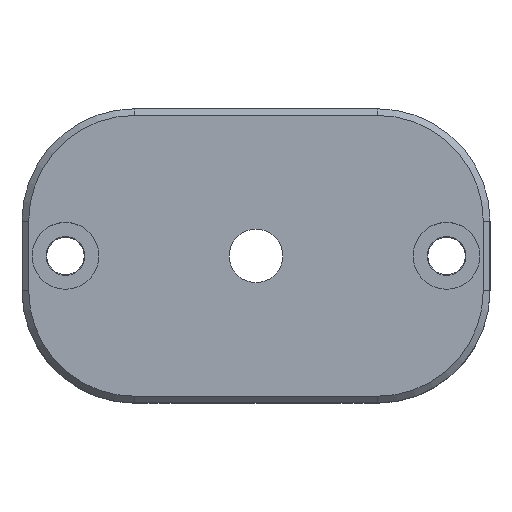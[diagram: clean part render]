
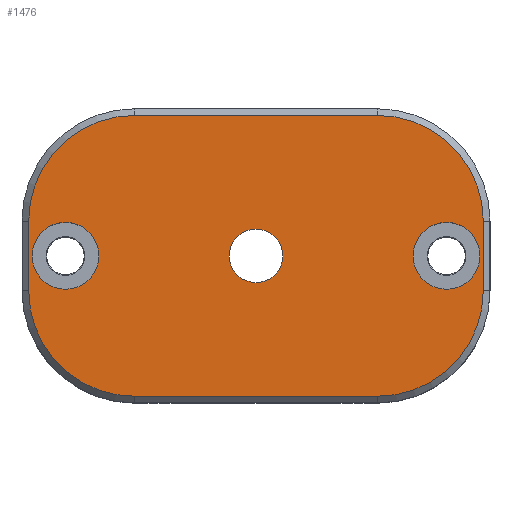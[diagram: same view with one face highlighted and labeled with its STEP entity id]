
A CAD part, top view. The second image highlights one B-rep face of the part: STEP entity #1476.
In plain terms, the highlighted planar face has unit normal (0, 0, 1).
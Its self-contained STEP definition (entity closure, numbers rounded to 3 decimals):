
#78=CARTESIAN_POINT('',(0.,0.,12.));
#79=DIRECTION('',(0.,0.,-1.));
#80=DIRECTION('',(-1.,0.,0.));
#81=AXIS2_PLACEMENT_3D('',#78,#79,#80);
#86=CARTESIAN_POINT('',(0.,0.,12.));
#87=DIRECTION('',(0.,0.,-1.));
#88=DIRECTION('',(1.,0.,0.));
#89=AXIS2_PLACEMENT_3D('',#86,#87,#88);
#94=CARTESIAN_POINT('',(14.25,0.,12.));
#95=DIRECTION('',(0.,0.,1.));
#96=DIRECTION('',(-1.,0.,0.));
#97=AXIS2_PLACEMENT_3D('',#94,#95,#96);
#102=CARTESIAN_POINT('',(14.25,0.,12.));
#103=DIRECTION('',(0.,0.,1.));
#104=DIRECTION('',(1.,0.,0.));
#105=AXIS2_PLACEMENT_3D('',#102,#103,#104);
#110=CARTESIAN_POINT('',(-14.25,0.,12.));
#111=DIRECTION('',(0.,0.,-1.));
#112=DIRECTION('',(1.,0.,0.));
#113=AXIS2_PLACEMENT_3D('',#110,#111,#112);
#118=CARTESIAN_POINT('',(-14.25,0.,12.));
#119=DIRECTION('',(0.,0.,-1.));
#120=DIRECTION('',(-1.,0.,0.));
#121=AXIS2_PLACEMENT_3D('',#118,#119,#120);
#126=DIRECTION('',(0.,-1.,0.));
#127=VECTOR('',#126,5.2);
#128=CARTESIAN_POINT('',(-17.,2.6,12.));
#129=LINE('',#128,#127);
#133=CARTESIAN_POINT('',(-9.1,2.6,12.));
#134=DIRECTION('',(0.,0.,1.));
#135=DIRECTION('',(0.,1.,0.));
#136=AXIS2_PLACEMENT_3D('',#133,#134,#135);
#141=DIRECTION('',(-1.,0.,0.));
#142=VECTOR('',#141,18.2);
#143=CARTESIAN_POINT('',(9.1,10.5,12.));
#144=LINE('',#143,#142);
#148=CARTESIAN_POINT('',(9.1,2.6,12.));
#149=DIRECTION('',(0.,0.,1.));
#150=DIRECTION('',(1.,0.,0.));
#151=AXIS2_PLACEMENT_3D('',#148,#149,#150);
#156=DIRECTION('',(0.,1.,0.));
#157=VECTOR('',#156,5.2);
#158=CARTESIAN_POINT('',(17.,-2.6,12.));
#159=LINE('',#158,#157);
#163=CARTESIAN_POINT('',(9.1,-2.6,12.));
#164=DIRECTION('',(0.,0.,1.));
#165=DIRECTION('',(0.,-1.,0.));
#166=AXIS2_PLACEMENT_3D('',#163,#164,#165);
#171=DIRECTION('',(1.,0.,0.));
#172=VECTOR('',#171,18.2);
#173=CARTESIAN_POINT('',(-9.1,-10.5,12.));
#174=LINE('',#173,#172);
#178=CARTESIAN_POINT('',(-9.1,-2.6,12.));
#179=DIRECTION('',(0.,0.,1.));
#180=DIRECTION('',(-1.,0.,0.));
#181=AXIS2_PLACEMENT_3D('',#178,#179,#180);
#1219=CARTESIAN_POINT('',(11.75,0.,12.));
#1220=VERTEX_POINT('',#1219);
#1221=CARTESIAN_POINT('',(16.75,0.,12.));
#1222=VERTEX_POINT('',#1221);
#1227=CARTESIAN_POINT('',(-2.,0.,12.));
#1228=CARTESIAN_POINT('',(2.,0.,12.));
#1229=VERTEX_POINT('',#1227);
#1230=VERTEX_POINT('',#1228);
#1231=CARTESIAN_POINT('',(-11.75,0.,12.));
#1232=CARTESIAN_POINT('',(-16.75,0.,12.));
#1233=VERTEX_POINT('',#1231);
#1234=VERTEX_POINT('',#1232);
#1335=CARTESIAN_POINT('',(-17.,2.6,12.));
#1336=CARTESIAN_POINT('',(-17.,-2.6,
12.));
#1337=VERTEX_POINT('',#1335);
#1338=VERTEX_POINT('',#1336);
#1343=CARTESIAN_POINT('',(17.,-2.6,12.));
#1344=CARTESIAN_POINT('',(17.,2.6,12.));
#1345=VERTEX_POINT('',#1343);
#1346=VERTEX_POINT('',#1344);
#1375=CARTESIAN_POINT('',(-9.1,-10.5,
12.));
#1376=CARTESIAN_POINT('',(9.1,-10.5,12.));
#1377=VERTEX_POINT('',#1375);
#1378=VERTEX_POINT('',#1376);
#1383=CARTESIAN_POINT('',(9.1,10.5,12.));
#1384=VERTEX_POINT('',#1383);
#1387=CARTESIAN_POINT('',(-9.1,10.5,12.));
#1388=VERTEX_POINT('',#1387);
#1436=CARTESIAN_POINT('',(-12.5,-10.,12.));
#1437=DIRECTION('',(0.,0.,1.));
#1438=DIRECTION('',(1.,0.,0.));
#1439=AXIS2_PLACEMENT_3D('',#1436,#1437,#1438);
#1440=PLANE('',#1439);
#1441=ORIENTED_EDGE('',*,*,#1419,.F.);
#1443=ORIENTED_EDGE('',*,*,#1442,.F.);
#1445=ORIENTED_EDGE('',*,*,#1444,.F.);
#1447=ORIENTED_EDGE('',*,*,#1446,.F.);
#1449=ORIENTED_EDGE('',*,*,#1448,.F.);
#1451=ORIENTED_EDGE('',*,*,#1450,.F.);
#1453=ORIENTED_EDGE('',*,*,#1452,.F.);
#1455=ORIENTED_EDGE('',*,*,#1454,.F.);
#1456=EDGE_LOOP('',(#1441,#1443,#1445,#1447,#1449,#1451,#1453,#1455));
#1457=FACE_OUTER_BOUND('',#1456,.F.);
#1459=ORIENTED_EDGE('',*,*,#1458,.T.);
#1461=ORIENTED_EDGE('',*,*,#1460,.T.);
#1462=EDGE_LOOP('',(#1459,#1461));
#1463=FACE_BOUND('',#1462,.F.);
#1465=ORIENTED_EDGE('',*,*,#1464,.F.);
#1467=ORIENTED_EDGE('',*,*,#1466,.F.);
#1468=EDGE_LOOP('',(#1465,#1467));
#1469=FACE_BOUND('',#1468,.F.);
#1471=ORIENTED_EDGE('',*,*,#1470,.F.);
#1473=ORIENTED_EDGE('',*,*,#1472,.F.);
#1474=EDGE_LOOP('',(#1471,#1473));
#1475=FACE_BOUND('',#1474,.F.);
#82=CIRCLE('',#81,2.);
#90=CIRCLE('',#89,2.);
#98=CIRCLE('',#97,2.5);
#106=CIRCLE('',#105,2.5);
#114=CIRCLE('',#113,2.5);
#122=CIRCLE('',#121,2.5);
#137=CIRCLE('',#136,7.9);
#152=CIRCLE('',#151,7.9);
#167=CIRCLE('',#166,7.9);
#182=CIRCLE('',#181,7.9);
#1419=EDGE_CURVE('',#1337,#1338,#129,.T.);
#1442=EDGE_CURVE('',#1388,#1337,#137,.T.);
#1444=EDGE_CURVE('',#1384,#1388,#144,.T.);
#1446=EDGE_CURVE('',#1346,#1384,#152,.T.);
#1448=EDGE_CURVE('',#1345,#1346,#159,.T.);
#1450=EDGE_CURVE('',#1378,#1345,#167,.T.);
#1452=EDGE_CURVE('',#1377,#1378,#174,.T.);
#1454=EDGE_CURVE('',#1338,#1377,#182,.T.);
#1458=EDGE_CURVE('',#1220,#1222,#98,.T.);
#1460=EDGE_CURVE('',#1222,#1220,#106,.T.);
#1464=EDGE_CURVE('',#1233,#1234,#114,.T.);
#1466=EDGE_CURVE('',#1234,#1233,#122,.T.);
#1470=EDGE_CURVE('',#1229,#1230,#82,.T.);
#1472=EDGE_CURVE('',#1230,#1229,#90,.T.);
#1476=ADVANCED_FACE('',(#1457,#1463,#1469,#1475),#1440,.T.);
